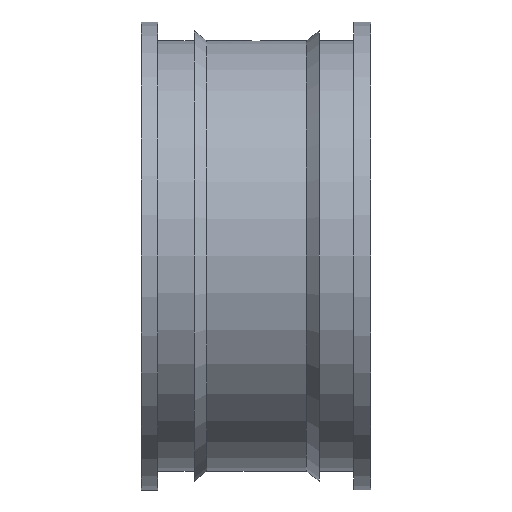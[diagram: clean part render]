
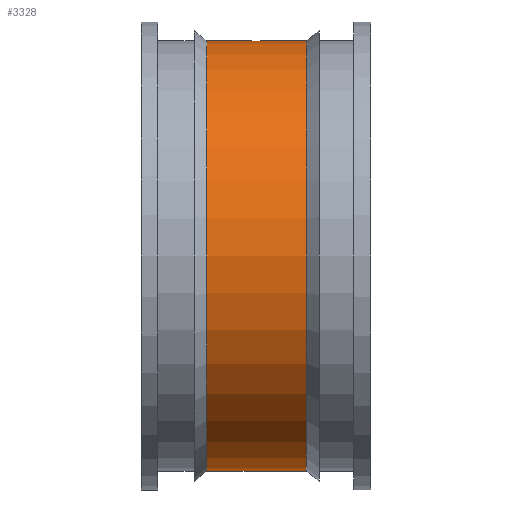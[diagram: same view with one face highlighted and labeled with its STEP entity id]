
A CAD part, front view. The second image highlights one B-rep face of the part: STEP entity #3328.
In plain terms, the highlighted cylindrical face has radius 24.168 mm (diameter 48.336 mm), a partial arc.
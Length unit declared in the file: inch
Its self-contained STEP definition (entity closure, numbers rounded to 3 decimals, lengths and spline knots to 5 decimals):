
#13 = ORIENTED_EDGE ( 'NONE', *, *, #3043, .T. ) ;
#70 = AXIS2_PLACEMENT_3D ( 'NONE', #4988, #2306, #5428 ) ;
#76 = LINE ( 'NONE', #5356, #1147 ) ;
#85 = LINE ( 'NONE', #2291, #1293 ) ;
#197 = CARTESIAN_POINT ( 'NONE',  ( -0.2175, 0., -0.9515 ) ) ;
#296 = CARTESIAN_POINT ( 'NONE',  ( 0.00471, -0.036, 0.95082 ) ) ;
#369 = CARTESIAN_POINT ( 'NONE',  ( -0.03145, -0.01814, 0.95134 ) ) ;
#403 = DIRECTION ( 'NONE',  ( -1., 0., 0. ) ) ;
#472 = CARTESIAN_POINT ( 'NONE',  ( 0.01811, -0.03146, 0.95098 ) ) ;
#497 = CARTESIAN_POINT ( 'NONE',  ( 0.03145, -0.01815, 0.95134 ) ) ;
#568 = VECTOR ( 'NONE', #403, 39.37008 ) ;
#757 = ORIENTED_EDGE ( 'NONE', *, *, #2407, .T. ) ;
#801 = CARTESIAN_POINT ( 'NONE',  ( 0.2225, 0., 0. ) ) ;
#932 = EDGE_LOOP ( 'NONE', ( #5080, #757, #13, #3737, #3991, #1318 ) ) ;
#1009 = CARTESIAN_POINT ( 'NONE',  ( -0.02209, -0.02882, 0.95107 ) ) ;
#1074 = VERTEX_POINT ( 'NONE', #5043 ) ;
#1147 = VECTOR ( 'NONE', #3596, 39.37008 ) ;
#1188 = CARTESIAN_POINT ( 'NONE',  ( 0.03506, -0.00943, 0.95146 ) ) ;
#1191 = CARTESIAN_POINT ( 'NONE',  ( 0.036, 0., 0.9515 ) ) ;
#1289 = CARTESIAN_POINT ( 'NONE',  ( -39.36158, 0., 0. ) ) ;
#1293 = VECTOR ( 'NONE', #4967, 39.37008 ) ;
#1318 = ORIENTED_EDGE ( 'NONE', *, *, #3497, .F. ) ;
#1325 = EDGE_CURVE ( 'NONE', #5216, #1074, #5702, .T. ) ;
#1336 = DIRECTION ( 'NONE',  ( 0., 0., 1. ) ) ;
#1377 = CARTESIAN_POINT ( 'NONE',  ( -0.036, -0.0047, 0.9515 ) ) ;
#1455 = AXIS2_PLACEMENT_3D ( 'NONE', #801, #3918, #1336 ) ;
#1742 = CARTESIAN_POINT ( 'NONE',  ( -39.36158, 0., -0.9515 ) ) ;
#2291 = CARTESIAN_POINT ( 'NONE',  ( -39.36158, 0., 0.9515 ) ) ;
#2306 = DIRECTION ( 'NONE',  ( -1., 0., 0. ) ) ;
#2407 = EDGE_CURVE ( 'NONE', #3961, #2508, #3796, .T. ) ;
#2508 = VERTEX_POINT ( 'NONE', #2746 ) ;
#2530 = CYLINDRICAL_SURFACE ( 'NONE', #3776, 0.9515 ) ;
#2698 = VERTEX_POINT ( 'NONE', #197 ) ;
#2746 = CARTESIAN_POINT ( 'NONE',  ( 0.2225, 0., 0.9515 ) ) ;
#2791 = CARTESIAN_POINT ( 'NONE',  ( 0.02213, -0.02878, 0.95107 ) ) ;
#3016 = CARTESIAN_POINT ( 'NONE',  ( -0.2175, 0., 0.9515 ) ) ;
#3043 = EDGE_CURVE ( 'NONE', #2508, #5216, #85, .T. ) ;
#3062 = CARTESIAN_POINT ( 'NONE',  ( 0.036, 0., 0.9515 ) ) ;
#3307 = CIRCLE ( 'NONE', #70, 0.9515 ) ;
#3328 = ADVANCED_FACE ( 'NONE', ( #4906 ), #2530, .T. ) ;
#3497 = EDGE_CURVE ( 'NONE', #2698, #4631, #3307, .T. ) ;
#3596 = DIRECTION ( 'NONE',  ( -1., 0., 0. ) ) ;
#3681 = CARTESIAN_POINT ( 'NONE',  ( 0.00945, -0.03505, 0.95086 ) ) ;
#3737 = ORIENTED_EDGE ( 'NONE', *, *, #1325, .T. ) ;
#3776 = AXIS2_PLACEMENT_3D ( 'NONE', #1289, #5742, #5277 ) ;
#3796 = CIRCLE ( 'NONE', #1455, 0.9515 ) ;
#3818 = CARTESIAN_POINT ( 'NONE',  ( -0.02881, -0.0221, 0.95125 ) ) ;
#3869 = EDGE_CURVE ( 'NONE', #3961, #2698, #4132, .T. ) ;
#3918 = DIRECTION ( 'NONE',  ( -1., 0., 0. ) ) ;
#3961 = VERTEX_POINT ( 'NONE', #4933 ) ;
#3991 = ORIENTED_EDGE ( 'NONE', *, *, #4249, .T. ) ;
#4132 = LINE ( 'NONE', #1742, #568 ) ;
#4173 = CARTESIAN_POINT ( 'NONE',  ( -0.00468, -0.036, 0.95082 ) ) ;
#4249 = EDGE_CURVE ( 'NONE', #1074, #4631, #76, .T. ) ;
#4400 = CARTESIAN_POINT ( 'NONE',  ( -0.0094, -0.03507, 0.95086 ) ) ;
#4631 = VERTEX_POINT ( 'NONE', #3016 ) ;
#4906 = FACE_OUTER_BOUND ( 'NONE', #932, .T. ) ;
#4933 = CARTESIAN_POINT ( 'NONE',  ( 0.2225, 0., -0.9515 ) ) ;
#4935 = CARTESIAN_POINT ( 'NONE',  ( 0.036, -0.00476, 0.9515 ) ) ;
#4967 = DIRECTION ( 'NONE',  ( -1., 0., 0. ) ) ;
#4981 = CARTESIAN_POINT ( 'NONE',  ( -0.036, 0., 0.9515 ) ) ;
#4988 = CARTESIAN_POINT ( 'NONE',  ( -0.2175, 0., 0. ) ) ;
#5043 = CARTESIAN_POINT ( 'NONE',  ( -0.036, 0., 0.9515 ) ) ;
#5080 = ORIENTED_EDGE ( 'NONE', *, *, #3869, .F. ) ;
#5095 = CARTESIAN_POINT ( 'NONE',  ( -0.03507, -0.00941, 0.95146 ) ) ;
#5119 = CARTESIAN_POINT ( 'NONE',  ( 0.02877, -0.02214, 0.95125 ) ) ;
#5168 = CARTESIAN_POINT ( 'NONE',  ( -0.01812, -0.03146, 0.95098 ) ) ;
#5216 = VERTEX_POINT ( 'NONE', #1191 ) ;
#5277 = DIRECTION ( 'NONE',  ( 0., 0., 1. ) ) ;
#5356 = CARTESIAN_POINT ( 'NONE',  ( -39.36158, 0., 0.9515 ) ) ;
#5428 = DIRECTION ( 'NONE',  ( 0., 0., 1. ) ) ;
#5702 = B_SPLINE_CURVE_WITH_KNOTS ( 'NONE', 3,
 ( #3062, #4935, #1188, #497, #5119, #2791, #472, #3681, #296, #4173, #4400, #5168, #1009, #3818, #369, #5095, #1377, #4981 ),
 .UNSPECIFIED., .F., .F.,
 ( 4, 2, 2, 2, 2, 2, 2, 2, 4 ),
 ( 0., 0.00036, 0.00071, 0.00107, 0.00143, 0.00179, 0.00214, 0.0025, 0.00286 ),
 .UNSPECIFIED. ) ;
#5742 = DIRECTION ( 'NONE',  ( -1., 0., 0. ) ) ;
